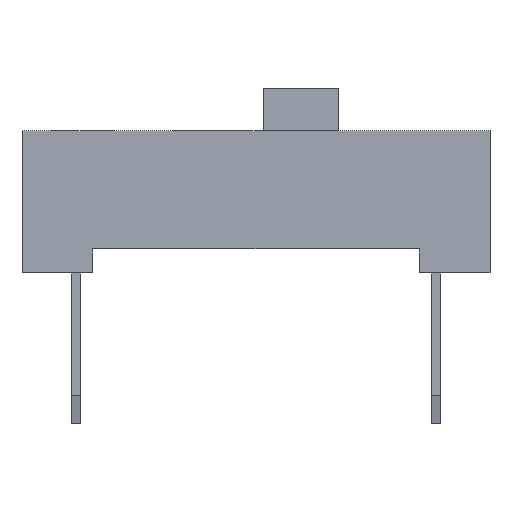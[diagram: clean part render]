
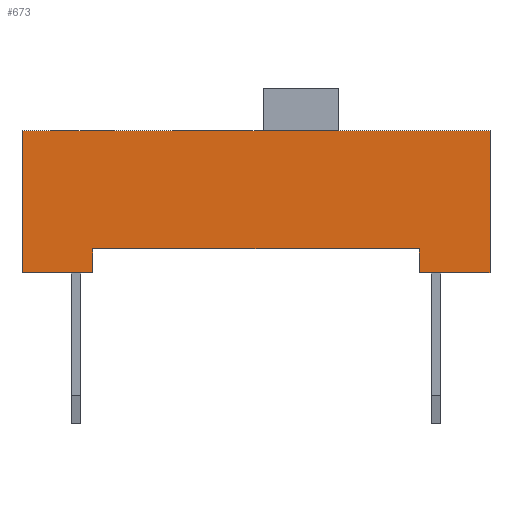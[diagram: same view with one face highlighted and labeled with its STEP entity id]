
A CAD part, front view. The second image highlights one B-rep face of the part: STEP entity #673.
In plain terms, the highlighted planar face has unit normal (0, -1, 0).
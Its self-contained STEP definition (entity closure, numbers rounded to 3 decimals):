
#12=DIRECTION('',(0.,0.,1.));
#27=VECTOR('',#28,1.);
#28=DIRECTION('',(-1.,0.,0.));
#34=VECTOR('',#12,1.);
#69=CARTESIAN_POINT('',(8.76,-25.105,0.));
#81=VERTEX_POINT('',#82);
#82=CARTESIAN_POINT('',(-1.14,-25.105,3.));
#85=EDGE_CURVE('',#86,#81,#88,.T.);
#86=VERTEX_POINT('',#87);
#87=CARTESIAN_POINT('',(-1.14,-25.105,0.));
#88=LINE('',#87,#34);
#103=DIRECTION('',(1.,0.,0.));
#114=DIRECTION('',(0.,1.,0.));
#120=VECTOR('',#103,1.);
#123=VERTEX_POINT('',#124);
#124=CARTESIAN_POINT('',(7.26,-25.105,0.5));
#127=ORIENTED_EDGE('',*,*,#128,.T.);
#128=EDGE_CURVE('',#123,#129,#131,.T.);
#129=VERTEX_POINT('',#130);
#130=CARTESIAN_POINT('',(0.36,-25.105,0.5));
#131=LINE('',#132,#27);
#132=CARTESIAN_POINT('',(3.06,-25.105,0.5));
#656=VECTOR('',#657,1.);
#657=DIRECTION('',(0.,0.,-1.));
#665=VERTEX_POINT('',#666);
#666=CARTESIAN_POINT('',(0.36,-25.105,0.));
#669=ORIENTED_EDGE('',*,*,#670,.F.);
#670=EDGE_CURVE('',#86,#665,#671,.T.);
#671=LINE('',#87,#120);
#673=ADVANCED_FACE('',(#674),#696,.F.);
#674=FACE_BOUND('',#675,.F.);
#675=EDGE_LOOP('',(#669,#676,#677,#682,#686,#690,#127,#693));
#676=ORIENTED_EDGE('',*,*,#85,.T.);
#677=ORIENTED_EDGE('',*,*,#678,.T.);
#678=EDGE_CURVE('',#81,#679,#681,.T.);
#679=VERTEX_POINT('',#680);
#680=CARTESIAN_POINT('',(8.76,-25.105,3.));
#681=LINE('',#82,#120);
#682=ORIENTED_EDGE('',*,*,#683,.F.);
#683=EDGE_CURVE('',#684,#679,#685,.T.);
#684=VERTEX_POINT('',#69);
#685=LINE('',#69,#34);
#686=ORIENTED_EDGE('',*,*,#687,.F.);
#687=EDGE_CURVE('',#688,#684,#671,.T.);
#688=VERTEX_POINT('',#689);
#689=CARTESIAN_POINT('',(7.26,-25.105,0.));
#690=ORIENTED_EDGE('',*,*,#691,.T.);
#691=EDGE_CURVE('',#688,#123,#692,.T.);
#692=LINE('',#689,#34);
#693=ORIENTED_EDGE('',*,*,#694,.T.);
#694=EDGE_CURVE('',#129,#665,#695,.T.);
#695=LINE('',#666,#656);
#696=PLANE('',#697);
#697=AXIS2_PLACEMENT_3D('',#87,#114,#103);
